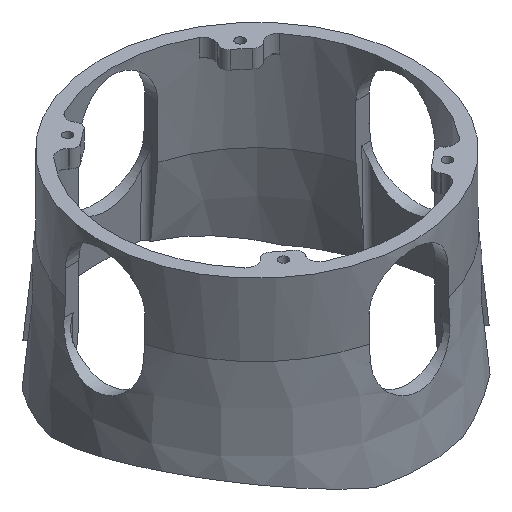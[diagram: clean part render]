
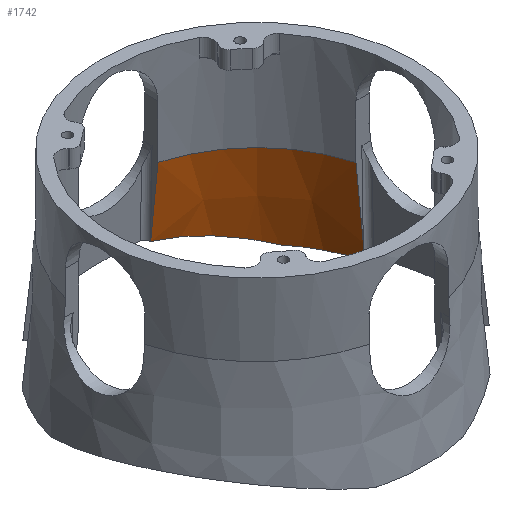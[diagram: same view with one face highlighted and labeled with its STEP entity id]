
A CAD part, isometric view. The second image highlights one B-rep face of the part: STEP entity #1742.
In plain terms, the highlighted conical face has half-angle 5.5 degrees and reference radius 58.195 mm.
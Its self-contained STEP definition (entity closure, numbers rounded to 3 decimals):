
#128=FACE_OUTER_BOUND('',#215,.T.);
#215=EDGE_LOOP('',(#1280,#1281,#1282,#1283,#1284,#1285,#1286));
#311=CIRCLE('',#1861,56.5);
#312=CIRCLE('',#1862,59.889);
#640=B_SPLINE_CURVE_WITH_KNOTS('',3,(#2996,#2997,#2998,#2999,#3000,#3001),
 .UNSPECIFIED.,.F.,.F.,(4,1,1,4),(0.,0.333,0.667,1.),
 .UNSPECIFIED.);
#641=B_SPLINE_CURVE_WITH_KNOTS('',3,(#3007,#3008,#3009,#3010,#3011,#3012),
 .UNSPECIFIED.,.F.,.F.,(4,2,4),(-8.701,-8.678,-8.242),
 .UNSPECIFIED.);
#646=B_SPLINE_CURVE_WITH_KNOTS('',3,(#3066,#3067,#3068,#3069,#3070,#3071,
#3072,#3073,#3074,#3075,#3076,#3077,#3078,#3079,#3080,#3081,#3082,#3083,
#3084),.UNSPECIFIED.,.F.,.F.,(4,3,3,3,3,3,4),(0.,0.274,0.333,
0.604,0.667,0.941,1.),
 .UNSPECIFIED.);
#662=B_SPLINE_CURVE_WITH_KNOTS('',3,(#3229,#3230,#3231,#3232,#3233),
 .UNSPECIFIED.,.F.,.F.,(4,1,4),(0.,0.5,1.),.UNSPECIFIED.);
#663=B_SPLINE_CURVE_WITH_KNOTS('',3,(#3235,#3236,#3237,#3238,#3239,#3240,
#3241,#3242,#3243,#3244),.UNSPECIFIED.,.F.,.F.,(4,2,2,2,4),(10.653,
11.407,12.545,13.682,14.301),
 .UNSPECIFIED.);
#737=VERTEX_POINT('',#2993);
#738=VERTEX_POINT('',#2995);
#740=VERTEX_POINT('',#3006);
#746=VERTEX_POINT('',#3065);
#764=VERTEX_POINT('',#3226);
#765=VERTEX_POINT('',#3228);
#766=VERTEX_POINT('',#3234);
#934=EDGE_CURVE('',#737,#738,#640,.T.);
#937=EDGE_CURVE('',#740,#738,#641,.T.);
#947=EDGE_CURVE('',#740,#746,#646,.T.);
#969=EDGE_CURVE('',#737,#764,#311,.T.);
#970=EDGE_CURVE('',#765,#764,#662,.T.);
#971=EDGE_CURVE('',#765,#766,#663,.T.);
#972=EDGE_CURVE('',#766,#746,#312,.T.);
#1280=ORIENTED_EDGE('',*,*,#934,.F.);
#1281=ORIENTED_EDGE('',*,*,#969,.T.);
#1282=ORIENTED_EDGE('',*,*,#970,.F.);
#1283=ORIENTED_EDGE('',*,*,#971,.T.);
#1284=ORIENTED_EDGE('',*,*,#972,.T.);
#1285=ORIENTED_EDGE('',*,*,#947,.F.);
#1286=ORIENTED_EDGE('',*,*,#937,.T.);
#1726=CONICAL_SURFACE('',#1860,58.195,0.096);
#1742=ADVANCED_FACE('',(#128),#1726,.F.);
#1860=AXIS2_PLACEMENT_3D('',#3225,#2088,#2089);
#1861=AXIS2_PLACEMENT_3D('',#3227,#2090,#2091);
#1862=AXIS2_PLACEMENT_3D('',#3245,#2092,#2093);
#2088=DIRECTION('center_axis',(0.,0.,-1.));
#2089=DIRECTION('ref_axis',(0.,-1.,0.));
#2090=DIRECTION('center_axis',(0.,0.,1.));
#2091=DIRECTION('ref_axis',(0.962,0.274,0.));
#2092=DIRECTION('center_axis',(0.,0.,-1.));
#2093=DIRECTION('ref_axis',(0.778,0.628,0.));
#2993=CARTESIAN_POINT('',(54.332,15.5,-32.));
#2995=CARTESIAN_POINT('',(57.21,15.5,-60.797));
#2996=CARTESIAN_POINT('Ctrl Pts',(54.332,15.5,-32.));
#2997=CARTESIAN_POINT('Ctrl Pts',(54.647,15.5,-35.147));
#2998=CARTESIAN_POINT('Ctrl Pts',(55.281,15.5,-41.477));
#2999=CARTESIAN_POINT('Ctrl Pts',(56.24,15.5,-51.076));
#3000=CARTESIAN_POINT('Ctrl Pts',(56.886,15.5,-57.545));
#3001=CARTESIAN_POINT('Ctrl Pts',(57.21,15.5,-60.797));
#3006=CARTESIAN_POINT('',(57.72,15.455,-65.79));
#3007=CARTESIAN_POINT('Ctrl Pts',(57.72,15.455,-65.79));
#3008=CARTESIAN_POINT('Ctrl Pts',(57.711,15.456,-65.704));
#3009=CARTESIAN_POINT('Ctrl Pts',(57.702,15.458,-65.617));
#3010=CARTESIAN_POINT('Ctrl Pts',(57.528,15.488,-63.949));
#3011=CARTESIAN_POINT('Ctrl Pts',(57.367,15.5,-62.365));
#3012=CARTESIAN_POINT('Ctrl Pts',(57.21,15.5,-60.797));
#3065=CARTESIAN_POINT('',(55.866,21.582,-67.2));
#3066=CARTESIAN_POINT('Ctrl Pts',(57.72,15.455,-65.79));
#3067=CARTESIAN_POINT('Ctrl Pts',(57.581,16.025,-65.919));
#3068=CARTESIAN_POINT('Ctrl Pts',(57.432,16.593,-66.049));
#3069=CARTESIAN_POINT('Ctrl Pts',(57.276,17.158,-66.178));
#3070=CARTESIAN_POINT('Ctrl Pts',(57.243,17.28,-66.206));
#3071=CARTESIAN_POINT('Ctrl Pts',(57.209,17.401,-66.234));
#3072=CARTESIAN_POINT('Ctrl Pts',(57.174,17.523,-66.262));
#3073=CARTESIAN_POINT('Ctrl Pts',(57.017,18.079,-66.389));
#3074=CARTESIAN_POINT('Ctrl Pts',(56.851,18.632,-66.516));
#3075=CARTESIAN_POINT('Ctrl Pts',(56.678,19.182,-66.644));
#3076=CARTESIAN_POINT('Ctrl Pts',(56.637,19.31,-66.673));
#3077=CARTESIAN_POINT('Ctrl Pts',(56.597,19.438,-66.703));
#3078=CARTESIAN_POINT('Ctrl Pts',(56.555,19.566,-66.732));
#3079=CARTESIAN_POINT('Ctrl Pts',(56.376,20.123,-66.861));
#3080=CARTESIAN_POINT('Ctrl Pts',(56.188,20.677,-66.99));
#3081=CARTESIAN_POINT('Ctrl Pts',(55.993,21.227,-67.118));
#3082=CARTESIAN_POINT('Ctrl Pts',(55.951,21.345,-67.145));
#3083=CARTESIAN_POINT('Ctrl Pts',(55.908,21.464,-67.173));
#3084=CARTESIAN_POINT('Ctrl Pts',(55.866,21.582,-67.2));
#3225=CARTESIAN_POINT('Origin',(0.,0.,-49.6));
#3226=CARTESIAN_POINT('',(15.5,54.332,-32.));
#3227=CARTESIAN_POINT('Origin',(0.,0.,-32.));
#3228=CARTESIAN_POINT('',(15.5,57.164,-60.331));
#3229=CARTESIAN_POINT('Ctrl Pts',(15.5,57.164,-60.331));
#3230=CARTESIAN_POINT('Ctrl Pts',(15.5,56.685,-55.534));
#3231=CARTESIAN_POINT('Ctrl Pts',(15.5,55.735,-46.015));
#3232=CARTESIAN_POINT('Ctrl Pts',(15.5,54.798,-36.647));
#3233=CARTESIAN_POINT('Ctrl Pts',(15.5,54.332,-32.));
#3234=CARTESIAN_POINT('',(46.623,37.59,-67.2));
#3235=CARTESIAN_POINT('Ctrl Pts',(15.5,57.164,-60.331));
#3236=CARTESIAN_POINT('Ctrl Pts',(18.049,56.5,-60.605));
#3237=CARTESIAN_POINT('Ctrl Pts',(20.565,55.668,-60.944));
#3238=CARTESIAN_POINT('Ctrl Pts',(26.699,53.19,-61.93));
#3239=CARTESIAN_POINT('Ctrl Pts',(30.231,51.339,-62.647));
#3240=CARTESIAN_POINT('Ctrl Pts',(36.765,47.072,-64.198));
#3241=CARTESIAN_POINT('Ctrl Pts',(39.767,44.655,-65.032));
#3242=CARTESIAN_POINT('Ctrl Pts',(43.879,40.681,-66.29));
#3243=CARTESIAN_POINT('Ctrl Pts',(45.284,39.181,-66.745));
#3244=CARTESIAN_POINT('Ctrl Pts',(46.623,37.59,-67.2));
#3245=CARTESIAN_POINT('Origin',(0.,0.,-67.2));
